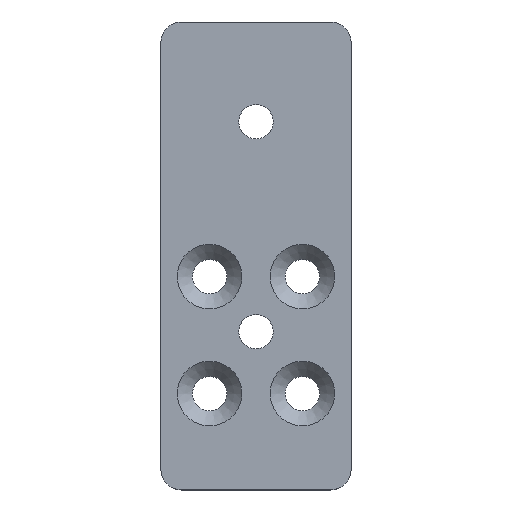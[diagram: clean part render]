
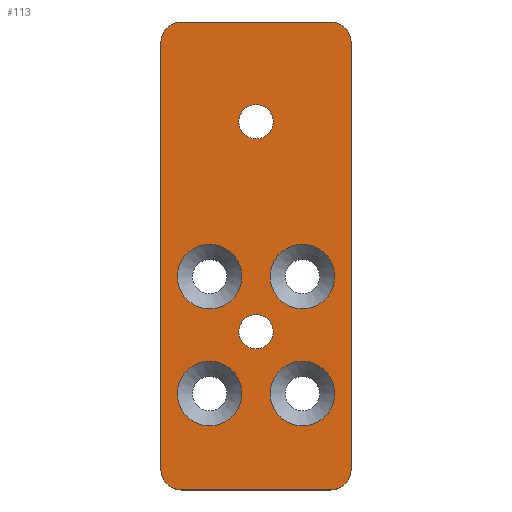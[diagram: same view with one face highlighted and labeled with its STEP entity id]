
A CAD part, top view. The second image highlights one B-rep face of the part: STEP entity #113.
In plain terms, the highlighted planar face has unit normal (0, 0, 1).
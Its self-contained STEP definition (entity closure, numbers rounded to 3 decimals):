
#1 = DIRECTION ( 'NONE',  ( 1., 0., 0. ) ) ;
#13 = DIRECTION ( 'NONE',  ( 1., 0., 0. ) ) ;
#17 = AXIS2_PLACEMENT_3D ( 'NONE', #218, #230, #276 ) ;
#22 = ORIENTED_EDGE ( 'NONE', *, *, #360, .F. ) ;
#26 = CIRCLE ( 'NONE', #400, 4.7 ) ;
#29 = VECTOR ( 'NONE', #93, 1000. ) ;
#49 = VERTEX_POINT ( 'NONE', #597 ) ;
#53 = AXIS2_PLACEMENT_3D ( 'NONE', #352, #461, #1 ) ;
#57 = EDGE_CURVE ( 'NONE', #229, #491, #159, .T. ) ;
#58 = FACE_BOUND ( 'NONE', #378, .T. ) ;
#59 = CARTESIAN_POINT ( 'NONE',  ( 0., 0., 0. ) ) ;
#63 = EDGE_CURVE ( 'NONE', #297, #297, #183, .T. ) ;
#64 = PLANE ( 'NONE',  #151 ) ;
#65 = CARTESIAN_POINT ( 'NONE',  ( -13.83, 22.5, 0. ) ) ;
#81 = ORIENTED_EDGE ( 'NONE', *, *, #404, .T. ) ;
#83 = VERTEX_POINT ( 'NONE', #655 ) ;
#87 = DIRECTION ( 'NONE',  ( 1., 0., 0. ) ) ;
#89 = EDGE_CURVE ( 'NONE', #83, #229, #406, .T. ) ;
#93 = DIRECTION ( 'NONE',  ( 0., 1., 0. ) ) ;
#96 = EDGE_LOOP ( 'NONE', ( #485 ) ) ;
#107 = EDGE_CURVE ( 'NONE', #247, #247, #337, .T. ) ;
#113 = ADVANCED_FACE ( 'NONE', ( #417, #475, #167, #363, #58, #566, #521 ), #64, .T. ) ;
#122 = EDGE_LOOP ( 'NONE', ( #633 ) ) ;
#124 = VERTEX_POINT ( 'NONE', #563 ) ;
#132 = CIRCLE ( 'NONE', #17, 2.5 ) ;
#133 = ORIENTED_EDGE ( 'NONE', *, *, #630, .F. ) ;
#142 = DIRECTION ( 'NONE',  ( 1., 0., 0. ) ) ;
#148 = DIRECTION ( 'NONE',  ( 0., 0., 1. ) ) ;
#149 = DIRECTION ( 'NONE',  ( 1., 0., 0. ) ) ;
#150 = CARTESIAN_POINT ( 'NONE',  ( 10.83, -22.5, 0. ) ) ;
#151 = AXIS2_PLACEMENT_3D ( 'NONE', #59, #472, #468 ) ;
#157 = LINE ( 'NONE', #65, #588 ) ;
#159 = LINE ( 'NONE', #569, #385 ) ;
#167 = FACE_BOUND ( 'NONE', #495, .T. ) ;
#171 = CARTESIAN_POINT ( 'NONE',  ( 13.83, 22.5, 0. ) ) ;
#175 = ORIENTED_EDGE ( 'NONE', *, *, #481, .T. ) ;
#182 = VERTEX_POINT ( 'NONE', #454 ) ;
#183 = CIRCLE ( 'NONE', #440, 2.5 ) ;
#185 = CIRCLE ( 'NONE', #376, 3. ) ;
#186 = EDGE_CURVE ( 'NONE', #582, #396, #185, .T. ) ;
#209 = LINE ( 'NONE', #656, #519 ) ;
#218 = CARTESIAN_POINT ( 'NONE',  ( 0., 0.5, 0. ) ) ;
#219 = LINE ( 'NONE', #171, #29 ) ;
#220 = ORIENTED_EDGE ( 'NONE', *, *, #623, .F. ) ;
#225 = CIRCLE ( 'NONE', #540, 3. ) ;
#229 = VERTEX_POINT ( 'NONE', #254 ) ;
#230 = DIRECTION ( 'NONE',  ( 0., 0., 1. ) ) ;
#231 = ORIENTED_EDGE ( 'NONE', *, *, #57, .T. ) ;
#247 = VERTEX_POINT ( 'NONE', #647 ) ;
#249 = CARTESIAN_POINT ( 'NONE',  ( 2.5, 0.5, 0. ) ) ;
#250 = DIRECTION ( 'NONE',  ( 0., 0., 1. ) ) ;
#254 = CARTESIAN_POINT ( 'NONE',  ( 10.83, 45.5, 0. ) ) ;
#255 = CARTESIAN_POINT ( 'NONE',  ( 10.83, 42.5, 0. ) ) ;
#263 = CARTESIAN_POINT ( 'NONE',  ( 0., 31., 0. ) ) ;
#264 = CARTESIAN_POINT ( 'NONE',  ( -10.83, 42.5, 0. ) ) ;
#276 = DIRECTION ( 'NONE',  ( 1., 0., 0. ) ) ;
#288 = CARTESIAN_POINT ( 'NONE',  ( 13.83, -19.5, 0. ) ) ;
#291 = CARTESIAN_POINT ( 'NONE',  ( -2.05, -8.5, 0. ) ) ;
#295 = ORIENTED_EDGE ( 'NONE', *, *, #89, .T. ) ;
#297 = VERTEX_POINT ( 'NONE', #341 ) ;
#311 = DIRECTION ( 'NONE',  ( -1., 0., 0. ) ) ;
#320 = AXIS2_PLACEMENT_3D ( 'NONE', #450, #250, #142 ) ;
#324 = ORIENTED_EDGE ( 'NONE', *, *, #372, .T. ) ;
#328 = DIRECTION ( 'NONE',  ( 0., 0., 1. ) ) ;
#336 = AXIS2_PLACEMENT_3D ( 'NONE', #264, #328, #620 ) ;
#337 = CIRCLE ( 'NONE', #53, 4.7 ) ;
#341 = CARTESIAN_POINT ( 'NONE',  ( 2.5, 31., 0. ) ) ;
#352 = CARTESIAN_POINT ( 'NONE',  ( -6.75, 8.5, 0. ) ) ;
#360 = EDGE_CURVE ( 'NONE', #49, #49, #626, .T. ) ;
#363 = FACE_BOUND ( 'NONE', #499, .T. ) ;
#364 = DIRECTION ( 'NONE',  ( 1., 0., 0. ) ) ;
#369 = DIRECTION ( 'NONE',  ( 0., 0., 1. ) ) ;
#372 = EDGE_CURVE ( 'NONE', #396, #83, #219, .T. ) ;
#376 = AXIS2_PLACEMENT_3D ( 'NONE', #513, #148, #654 ) ;
#378 = EDGE_LOOP ( 'NONE', ( #22 ) ) ;
#381 = ORIENTED_EDGE ( 'NONE', *, *, #107, .F. ) ;
#384 = VERTEX_POINT ( 'NONE', #249 ) ;
#385 = VECTOR ( 'NONE', #311, 1000. ) ;
#390 = VERTEX_POINT ( 'NONE', #455 ) ;
#393 = CARTESIAN_POINT ( 'NONE',  ( -10.83, -19.5, 0. ) ) ;
#396 = VERTEX_POINT ( 'NONE', #288 ) ;
#397 = DIRECTION ( 'NONE',  ( 0., 0., 1. ) ) ;
#400 = AXIS2_PLACEMENT_3D ( 'NONE', #591, #397, #87 ) ;
#404 = EDGE_CURVE ( 'NONE', #575, #390, #225, .T. ) ;
#406 = CIRCLE ( 'NONE', #616, 3. ) ;
#408 = DIRECTION ( 'NONE',  ( 0., 0., 1. ) ) ;
#409 = CARTESIAN_POINT ( 'NONE',  ( -13.83, -19.5, 0. ) ) ;
#417 = FACE_BOUND ( 'NONE', #122, .T. ) ;
#429 = EDGE_LOOP ( 'NONE', ( #175, #539, #324, #295, #231, #548, #624, #81 ) ) ;
#437 = EDGE_CURVE ( 'NONE', #124, #575, #157, .T. ) ;
#440 = AXIS2_PLACEMENT_3D ( 'NONE', #263, #467, #13 ) ;
#442 = CIRCLE ( 'NONE', #530, 4.7 ) ;
#450 = CARTESIAN_POINT ( 'NONE',  ( 6.75, -8.5, 0. ) ) ;
#454 = CARTESIAN_POINT ( 'NONE',  ( 11.45, 8.5, 0. ) ) ;
#455 = CARTESIAN_POINT ( 'NONE',  ( -10.83, -22.5, 0. ) ) ;
#461 = DIRECTION ( 'NONE',  ( 0., 0., 1. ) ) ;
#467 = DIRECTION ( 'NONE',  ( 0., 0., 1. ) ) ;
#468 = DIRECTION ( 'NONE',  ( 1., 0., 0. ) ) ;
#472 = DIRECTION ( 'NONE',  ( 0., 0., 1. ) ) ;
#475 = FACE_BOUND ( 'NONE', #96, .T. ) ;
#481 = EDGE_CURVE ( 'NONE', #390, #582, #209, .T. ) ;
#485 = ORIENTED_EDGE ( 'NONE', *, *, #611, .F. ) ;
#491 = VERTEX_POINT ( 'NONE', #515 ) ;
#495 = EDGE_LOOP ( 'NONE', ( #381 ) ) ;
#499 = EDGE_LOOP ( 'NONE', ( #220 ) ) ;
#513 = CARTESIAN_POINT ( 'NONE',  ( 10.83, -19.5, 0. ) ) ;
#515 = CARTESIAN_POINT ( 'NONE',  ( -10.83, 45.5, 0. ) ) ;
#519 = VECTOR ( 'NONE', #364, 1000. ) ;
#521 = FACE_OUTER_BOUND ( 'NONE', #429, .T. ) ;
#522 = DIRECTION ( 'NONE',  ( 0., -1., 0. ) ) ;
#530 = AXIS2_PLACEMENT_3D ( 'NONE', #618, #369, #574 ) ;
#536 = EDGE_LOOP ( 'NONE', ( #133 ) ) ;
#539 = ORIENTED_EDGE ( 'NONE', *, *, #186, .T. ) ;
#540 = AXIS2_PLACEMENT_3D ( 'NONE', #393, #550, #592 ) ;
#542 = CIRCLE ( 'NONE', #336, 3. ) ;
#548 = ORIENTED_EDGE ( 'NONE', *, *, #604, .T. ) ;
#550 = DIRECTION ( 'NONE',  ( 0., 0., 1. ) ) ;
#563 = CARTESIAN_POINT ( 'NONE',  ( -13.83, 42.5, 0. ) ) ;
#566 = FACE_BOUND ( 'NONE', #536, .T. ) ;
#569 = CARTESIAN_POINT ( 'NONE',  ( -13.83, 45.5, 0. ) ) ;
#574 = DIRECTION ( 'NONE',  ( 1., 0., 0. ) ) ;
#575 = VERTEX_POINT ( 'NONE', #409 ) ;
#582 = VERTEX_POINT ( 'NONE', #150 ) ;
#588 = VECTOR ( 'NONE', #522, 1000. ) ;
#591 = CARTESIAN_POINT ( 'NONE',  ( -6.75, -8.5, 0. ) ) ;
#592 = DIRECTION ( 'NONE',  ( 1., 0., 0. ) ) ;
#597 = CARTESIAN_POINT ( 'NONE',  ( 11.45, -8.5, 0. ) ) ;
#604 = EDGE_CURVE ( 'NONE', #491, #124, #542, .T. ) ;
#611 = EDGE_CURVE ( 'NONE', #384, #384, #132, .T. ) ;
#616 = AXIS2_PLACEMENT_3D ( 'NONE', #255, #408, #149 ) ;
#618 = CARTESIAN_POINT ( 'NONE',  ( 6.75, 8.5, 0. ) ) ;
#620 = DIRECTION ( 'NONE',  ( 1., 0., 0. ) ) ;
#623 = EDGE_CURVE ( 'NONE', #182, #182, #442, .T. ) ;
#624 = ORIENTED_EDGE ( 'NONE', *, *, #437, .T. ) ;
#626 = CIRCLE ( 'NONE', #320, 4.7 ) ;
#630 = EDGE_CURVE ( 'NONE', #649, #649, #26, .T. ) ;
#633 = ORIENTED_EDGE ( 'NONE', *, *, #63, .F. ) ;
#647 = CARTESIAN_POINT ( 'NONE',  ( -2.05, 8.5, 0. ) ) ;
#649 = VERTEX_POINT ( 'NONE', #291 ) ;
#654 = DIRECTION ( 'NONE',  ( 1., 0., 0. ) ) ;
#655 = CARTESIAN_POINT ( 'NONE',  ( 13.83, 42.5, 0. ) ) ;
#656 = CARTESIAN_POINT ( 'NONE',  ( -13.83, -22.5, 0. ) ) ;
